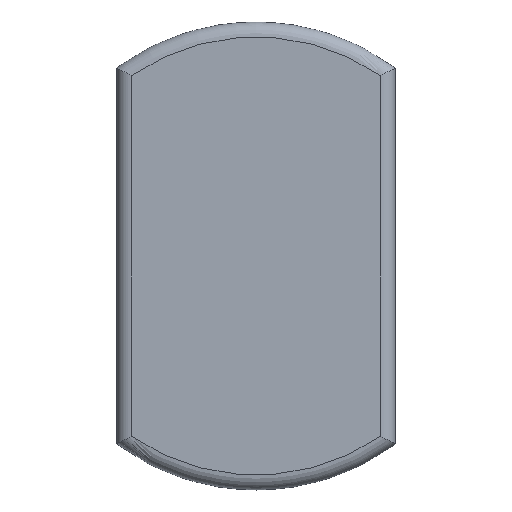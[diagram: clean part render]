
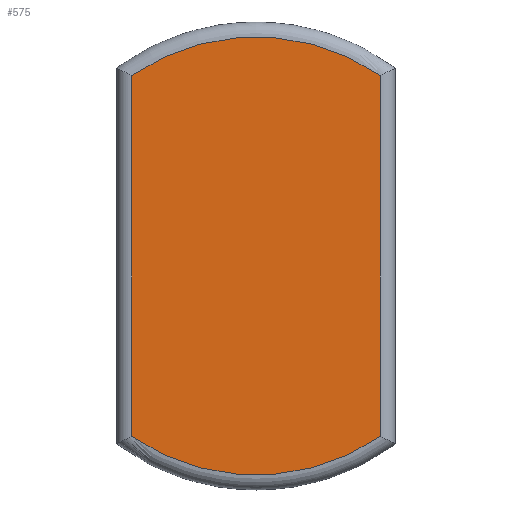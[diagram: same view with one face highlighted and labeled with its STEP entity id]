
A CAD part, top view. The second image highlights one B-rep face of the part: STEP entity #575.
In plain terms, the highlighted planar face has unit normal (0, 0, 1).
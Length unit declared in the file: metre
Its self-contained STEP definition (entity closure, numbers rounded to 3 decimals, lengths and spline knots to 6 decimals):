
#44=CIRCLE('',#650,0.022);
#45=CIRCLE('',#651,0.022);
#163=ORIENTED_EDGE('',*,*,#275,.T.);
#164=ORIENTED_EDGE('',*,*,#276,.T.);
#165=ORIENTED_EDGE('',*,*,#277,.T.);
#166=ORIENTED_EDGE('',*,*,#278,.T.);
#275=EDGE_CURVE('',#333,#334,#383,.F.);
#276=EDGE_CURVE('',#334,#335,#44,.T.);
#277=EDGE_CURVE('',#335,#336,#384,.T.);
#278=EDGE_CURVE('',#336,#333,#45,.T.);
#333=VERTEX_POINT('',#987);
#334=VERTEX_POINT('',#988);
#335=VERTEX_POINT('',#990);
#336=VERTEX_POINT('',#992);
#383=LINE('',#986,#419);
#384=LINE('',#991,#420);
#419=VECTOR('',#798,1.);
#420=VECTOR('',#801,1.);
#444=EDGE_LOOP('',(#163,#164,#165,#166));
#504=FACE_BOUND('',#444,.T.);
#552=PLANE('',#649);
#575=ADVANCED_FACE('',(#504),#552,.T.);
#649=AXIS2_PLACEMENT_3D('',#985,#796,#797);
#650=AXIS2_PLACEMENT_3D('',#989,#799,#800);
#651=AXIS2_PLACEMENT_3D('',#993,#802,#803);
#796=DIRECTION('',(0.,0.,1.));
#797=DIRECTION('',(1.,0.,0.));
#798=DIRECTION('',(0.,1.,0.));
#799=DIRECTION('',(0.,0.,1.));
#800=DIRECTION('',(1.,0.,0.));
#801=DIRECTION('',(0.,1.,0.));
#802=DIRECTION('',(0.,0.,1.));
#803=DIRECTION('',(1.,0.,0.));
#985=CARTESIAN_POINT('',(0.,0.,0.00275));
#986=CARTESIAN_POINT('',(-0.0125,0.,0.00275));
#987=CARTESIAN_POINT('',(-0.0125,0.018104,0.00275));
#988=CARTESIAN_POINT('',(-0.0125,-0.018104,0.00275));
#989=CARTESIAN_POINT('',(0.,0.,0.00275));
#990=CARTESIAN_POINT('',(0.0125,-0.018104,0.00275));
#991=CARTESIAN_POINT('',(0.0125,0.018875,0.00275));
#992=CARTESIAN_POINT('',(0.0125,0.018104,0.00275));
#993=CARTESIAN_POINT('',(0.,0.,0.00275));
